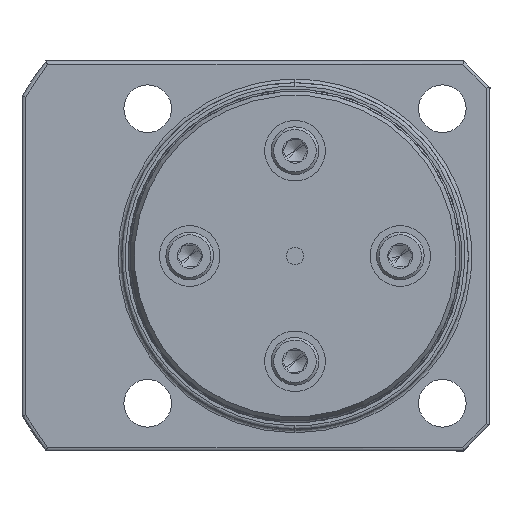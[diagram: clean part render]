
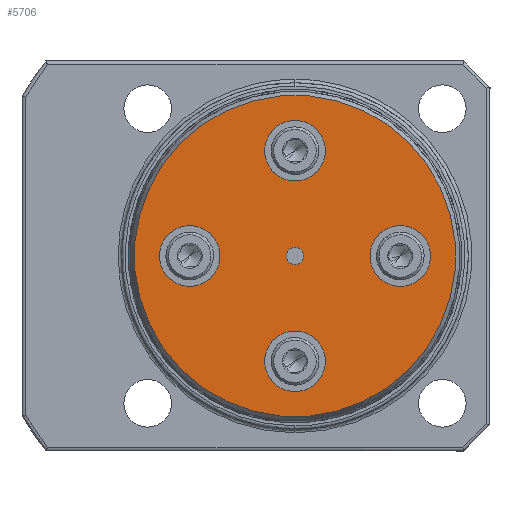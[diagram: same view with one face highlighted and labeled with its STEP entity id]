
A CAD part, front view. The second image highlights one B-rep face of the part: STEP entity #5706.
In plain terms, the highlighted planar face has unit normal (0, -1, 0).
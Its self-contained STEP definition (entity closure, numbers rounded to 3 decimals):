
#2 = EDGE_CURVE ( 'NONE', #13444, #13445, #10365, .T. ) ;
#6 = EDGE_CURVE ( 'NONE', #13432, #13431, #10358, .T. ) ;
#10 = EDGE_CURVE ( 'NONE', #13451, #13656, #10352, .T. ) ;
#14 = EDGE_CURVE ( 'NONE', #13536, #13573, #10346, .T. ) ;
#18 = EDGE_CURVE ( 'NONE', #13615, #13610, #10340, .T. ) ;
#269 = CIRCLE ( 'NONE', #4035, 1. ) ;
#270 = CIRCLE ( 'NONE', #4034, 3.5 ) ;
#271 = CIRCLE ( 'NONE', #4033, 3.5 ) ;
#272 = CIRCLE ( 'NONE', #4032, 3.5 ) ;
#273 = CIRCLE ( 'NONE', #4031, 3.5 ) ;
#274 = CIRCLE ( 'NONE', #4030, 18.538 ) ;
#834 = AXIS2_PLACEMENT_3D ( 'NONE', #14209, #14205, #14211 ) ;
#3358 = CARTESIAN_POINT ( 'NONE',  ( 0., 0., 0. ) ) ;
#3359 = DIRECTION ( 'NONE',  ( 0., -1., 0. ) ) ;
#3360 = DIRECTION ( 'NONE',  ( -1., 0., 0. ) ) ;
#3963 = AXIS2_PLACEMENT_3D ( 'NONE', #3358, #3359, #3360 ) ;
#4030 = AXIS2_PLACEMENT_3D ( 'NONE', #9552, #9553, #9554 ) ;
#4031 = AXIS2_PLACEMENT_3D ( 'NONE', #9555, #9556, #9557 ) ;
#4032 = AXIS2_PLACEMENT_3D ( 'NONE', #9558, #9559, #9560 ) ;
#4033 = AXIS2_PLACEMENT_3D ( 'NONE', #9561, #9562, #9563 ) ;
#4034 = AXIS2_PLACEMENT_3D ( 'NONE', #9564, #9565, #9566 ) ;
#4035 = AXIS2_PLACEMENT_3D ( 'NONE', #9567, #9568, #9569 ) ;
#4347 = CARTESIAN_POINT ( 'NONE',  ( 0., 0., 1. ) ) ;
#4350 = CARTESIAN_POINT ( 'NONE',  ( 0., 0., -1. ) ) ;
#4353 = CARTESIAN_POINT ( 'NONE',  ( 8.591, 0., 12.091 ) ) ;
#5706 = ADVANCED_FACE ( 'NONE', ( #6337, #6333, #6330, #6335, #6329, #6331 ), #14207, .T. ) ;
#6329 = FACE_BOUND ( 'NONE', #7640, .T. ) ;
#6330 = FACE_BOUND ( 'NONE', #7615, .T. ) ;
#6331 = FACE_BOUND ( 'NONE', #7641, .T. ) ;
#6333 = FACE_BOUND ( 'NONE', #7631, .T. ) ;
#6335 = FACE_BOUND ( 'NONE', #7628, .T. ) ;
#6337 = FACE_OUTER_BOUND ( 'NONE', #7632, .T. ) ;
#7615 = EDGE_LOOP ( 'NONE', ( #13537, #13575 ) ) ;
#7628 = EDGE_LOOP ( 'NONE', ( #13424, #13574 ) ) ;
#7631 = EDGE_LOOP ( 'NONE', ( #13374, #13427 ) ) ;
#7632 = EDGE_LOOP ( 'NONE', ( #13653, #13634 ) ) ;
#7640 = EDGE_LOOP ( 'NONE', ( #13527, #13562 ) ) ;
#7641 = EDGE_LOOP ( 'NONE', ( #13516, #13425 ) ) ;
#8962 = CIRCLE ( 'NONE', #3963, 18.538 ) ;
#9552 = CARTESIAN_POINT ( 'NONE',  ( 0., 0., 0. ) ) ;
#9553 = DIRECTION ( 'NONE',  ( 0., -1., 0. ) ) ;
#9554 = DIRECTION ( 'NONE',  ( -1., 0., 0. ) ) ;
#9555 = CARTESIAN_POINT ( 'NONE',  ( -8.591, 0., -8.591 ) ) ;
#9556 = DIRECTION ( 'NONE',  ( 0., 1., 0. ) ) ;
#9557 = DIRECTION ( 'NONE',  ( 0., 0., -1. ) ) ;
#9558 = CARTESIAN_POINT ( 'NONE',  ( -8.591, 0., 8.591 ) ) ;
#9559 = DIRECTION ( 'NONE',  ( 0., 1., 0. ) ) ;
#9560 = DIRECTION ( 'NONE',  ( 0., 0., -1. ) ) ;
#9561 = CARTESIAN_POINT ( 'NONE',  ( 8.591, 0., 8.591 ) ) ;
#9562 = DIRECTION ( 'NONE',  ( 0., 1., 0. ) ) ;
#9563 = DIRECTION ( 'NONE',  ( 0., 0., -1. ) ) ;
#9564 = CARTESIAN_POINT ( 'NONE',  ( 8.591, 0., -8.591 ) ) ;
#9565 = DIRECTION ( 'NONE',  ( 0., 1., 0. ) ) ;
#9566 = DIRECTION ( 'NONE',  ( 0., 0., -1. ) ) ;
#9567 = CARTESIAN_POINT ( 'NONE',  ( 0., 0., 0. ) ) ;
#9568 = DIRECTION ( 'NONE',  ( 0., 1., 0. ) ) ;
#9569 = DIRECTION ( 'NONE',  ( 0., 0., -1. ) ) ;
#10167 = CARTESIAN_POINT ( 'NONE',  ( 18.538, 0., 0. ) ) ;
#10204 = CARTESIAN_POINT ( 'NONE',  ( -8.591, 0., 5.091 ) ) ;
#10205 = CARTESIAN_POINT ( 'NONE',  ( -8.591, 0., 12.091 ) ) ;
#10206 = CARTESIAN_POINT ( 'NONE',  ( -18.538, 0., 0. ) ) ;
#10212 = CARTESIAN_POINT ( 'NONE',  ( -8.591, 0., -12.091 ) ) ;
#10214 = CARTESIAN_POINT ( 'NONE',  ( -8.591, 0., -5.091 ) ) ;
#10218 = CARTESIAN_POINT ( 'NONE',  ( 8.591, 0., 5.091 ) ) ;
#10230 = CARTESIAN_POINT ( 'NONE',  ( 8.591, 0., -12.091 ) ) ;
#10238 = CARTESIAN_POINT ( 'NONE',  ( 8.591, 0., -5.091 ) ) ;
#10340 = CIRCLE ( 'NONE', #12186, 1. ) ;
#10346 = CIRCLE ( 'NONE', #12184, 3.5 ) ;
#10352 = CIRCLE ( 'NONE', #12182, 3.5 ) ;
#10358 = CIRCLE ( 'NONE', #12180, 3.5 ) ;
#10365 = CIRCLE ( 'NONE', #12178, 3.5 ) ;
#10506 = EDGE_CURVE ( 'NONE', #13251, #13429, #8962, .T. ) ;
#11441 = DIRECTION ( 'NONE',  ( 0., 0., -1. ) ) ;
#11442 = DIRECTION ( 'NONE',  ( 0., 1., 0. ) ) ;
#11443 = CARTESIAN_POINT ( 'NONE',  ( 0., 0., 0. ) ) ;
#11462 = DIRECTION ( 'NONE',  ( 0., 0., -1. ) ) ;
#11463 = DIRECTION ( 'NONE',  ( 0., 1., 0. ) ) ;
#11465 = CARTESIAN_POINT ( 'NONE',  ( 8.591, 0., -8.591 ) ) ;
#11512 = DIRECTION ( 'NONE',  ( 0., 0., -1. ) ) ;
#11513 = DIRECTION ( 'NONE',  ( 0., 1., 0. ) ) ;
#11518 = CARTESIAN_POINT ( 'NONE',  ( 8.591, 0., 8.591 ) ) ;
#11544 = DIRECTION ( 'NONE',  ( 0., 0., -1. ) ) ;
#11546 = DIRECTION ( 'NONE',  ( 0., 1., 0. ) ) ;
#11548 = CARTESIAN_POINT ( 'NONE',  ( -8.591, 0., 8.591 ) ) ;
#11587 = DIRECTION ( 'NONE',  ( 0., 0., -1. ) ) ;
#11589 = DIRECTION ( 'NONE',  ( 0., 1., 0. ) ) ;
#11605 = CARTESIAN_POINT ( 'NONE',  ( -8.591, 0., -8.591 ) ) ;
#12142 = EDGE_CURVE ( 'NONE', #13429, #13251, #274, .T. ) ;
#12143 = EDGE_CURVE ( 'NONE', #13445, #13444, #273, .T. ) ;
#12144 = EDGE_CURVE ( 'NONE', #13431, #13432, #272, .T. ) ;
#12145 = EDGE_CURVE ( 'NONE', #13656, #13451, #271, .T. ) ;
#12146 = EDGE_CURVE ( 'NONE', #13573, #13536, #270, .T. ) ;
#12147 = EDGE_CURVE ( 'NONE', #13610, #13615, #269, .T. ) ;
#12178 = AXIS2_PLACEMENT_3D ( 'NONE', #11605, #11589, #11587 ) ;
#12180 = AXIS2_PLACEMENT_3D ( 'NONE', #11548, #11546, #11544 ) ;
#12182 = AXIS2_PLACEMENT_3D ( 'NONE', #11518, #11513, #11512 ) ;
#12184 = AXIS2_PLACEMENT_3D ( 'NONE', #11465, #11463, #11462 ) ;
#12186 = AXIS2_PLACEMENT_3D ( 'NONE', #11443, #11442, #11441 ) ;
#13251 = VERTEX_POINT ( 'NONE', #10167 ) ;
#13374 = ORIENTED_EDGE ( 'NONE', *, *, #2, .T. ) ;
#13424 = ORIENTED_EDGE ( 'NONE', *, *, #10, .T. ) ;
#13425 = ORIENTED_EDGE ( 'NONE', *, *, #12147, .T. ) ;
#13427 = ORIENTED_EDGE ( 'NONE', *, *, #12143, .T. ) ;
#13429 = VERTEX_POINT ( 'NONE', #10206 ) ;
#13431 = VERTEX_POINT ( 'NONE', #10205 ) ;
#13432 = VERTEX_POINT ( 'NONE', #10204 ) ;
#13444 = VERTEX_POINT ( 'NONE', #10212 ) ;
#13445 = VERTEX_POINT ( 'NONE', #10214 ) ;
#13451 = VERTEX_POINT ( 'NONE', #10218 ) ;
#13516 = ORIENTED_EDGE ( 'NONE', *, *, #18, .T. ) ;
#13527 = ORIENTED_EDGE ( 'NONE', *, *, #14, .T. ) ;
#13536 = VERTEX_POINT ( 'NONE', #10230 ) ;
#13537 = ORIENTED_EDGE ( 'NONE', *, *, #6, .T. ) ;
#13562 = ORIENTED_EDGE ( 'NONE', *, *, #12146, .T. ) ;
#13573 = VERTEX_POINT ( 'NONE', #10238 ) ;
#13574 = ORIENTED_EDGE ( 'NONE', *, *, #12145, .T. ) ;
#13575 = ORIENTED_EDGE ( 'NONE', *, *, #12144, .T. ) ;
#13610 = VERTEX_POINT ( 'NONE', #4347 ) ;
#13615 = VERTEX_POINT ( 'NONE', #4350 ) ;
#13634 = ORIENTED_EDGE ( 'NONE', *, *, #10506, .T. ) ;
#13653 = ORIENTED_EDGE ( 'NONE', *, *, #12142, .T. ) ;
#13656 = VERTEX_POINT ( 'NONE', #4353 ) ;
#14205 = DIRECTION ( 'NONE',  ( 0., -1., 0. ) ) ;
#14207 = PLANE ( 'NONE',  #834 ) ;
#14209 = CARTESIAN_POINT ( 'NONE',  ( -18.538, 0., 0. ) ) ;
#14211 = DIRECTION ( 'NONE',  ( 0., 0., -1. ) ) ;
